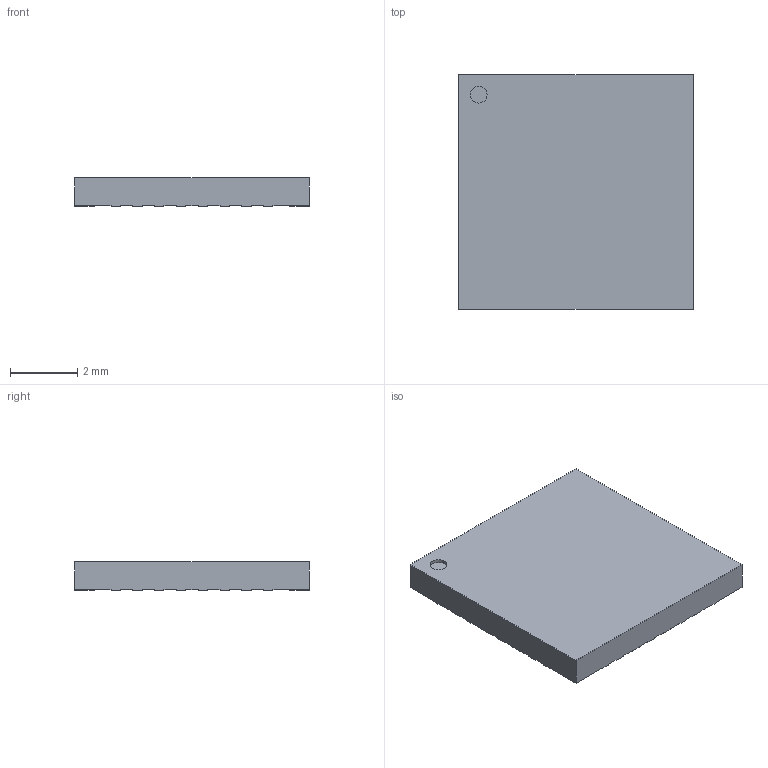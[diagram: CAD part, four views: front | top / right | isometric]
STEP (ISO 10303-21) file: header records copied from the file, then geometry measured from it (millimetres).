
FILE_DESCRIPTION(('FreeCAD Model'),'2;1');
FILE_NAME('User Library-QFN-32-7x7 - EQ-1.step','2017-06-30T16:17:41',('kicad StepUp'),('ksu MCAD'), 'Open CASCADE STEP processor 6.8','FreeCAD','Unknown');
FILE_SCHEMA(('AUTOMOTIVE_DESIGN_CC2 { 1 2 10303 214 -1 1 5 4 }'));
Length unit declared in the file: millimetre
Products named in the file (1): User_Library-QFN-32-7x7_-_EQ-1
Bounding box: 7 x 7 x 0.85 mm (x, y, z)
Volume: 40.8 mm3; surface area: 122.4 mm2
Topology: 1 solids, 1 shells, 145 faces, 426 edges, 284 vertices
Faces by surface type: plane 103, cylinder 42
Entity records: 5832 total; most frequent: CARTESIAN_POINT 856, ORIENTED_EDGE 852, DIRECTION 802, EDGE_CURVE 426, LINE 342, VECTOR 342, VERTEX_POINT 284, AXIS2_PLACEMENT_3D 230
